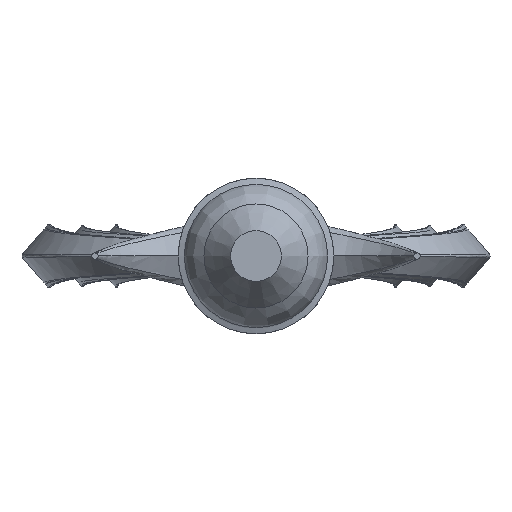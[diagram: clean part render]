
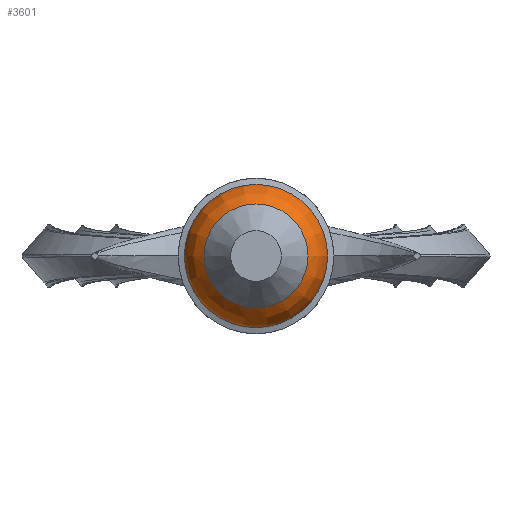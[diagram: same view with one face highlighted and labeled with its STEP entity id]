
A CAD part, front view. The second image highlights one B-rep face of the part: STEP entity #3601.
In plain terms, the highlighted face is a revolution surface.
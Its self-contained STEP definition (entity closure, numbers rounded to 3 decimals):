
#2923 = VERTEX_POINT('',#2924);
#2924 = CARTESIAN_POINT('',(23.019,-58.94,0.));
#2931 = EDGE_CURVE('',#2923,#2923,#2932,.T.);
#2932 = CIRCLE('',#2933,23.019);
#2933 = AXIS2_PLACEMENT_3D('',#2934,#2935,#2936);
#2934 = CARTESIAN_POINT('',(0.,-58.94,0.));
#2935 = DIRECTION('',(0.,-1.,0.));
#2936 = DIRECTION('',(1.,0.,0.));
#3601 = ADVANCED_FACE('',(#3602),#3622,.F.);
#3602 = FACE_BOUND('',#3603,.F.);
#3603 = EDGE_LOOP('',(#3604,#3613,#3620,#3621));
#3604 = ORIENTED_EDGE('',*,*,#3605,.T.);
#3605 = EDGE_CURVE('',#3606,#3606,#3608,.T.);
#3606 = VERTEX_POINT('',#3607);
#3607 = CARTESIAN_POINT('',(16.73,-68.709,0.));
#3608 = CIRCLE('',#3609,16.73);
#3609 = AXIS2_PLACEMENT_3D('',#3610,#3611,#3612);
#3610 = CARTESIAN_POINT('',(0.,-68.709,0.));
#3611 = DIRECTION('',(0.,-1.,0.));
#3612 = DIRECTION('',(1.,0.,0.));
#3613 = ORIENTED_EDGE('',*,*,#3614,.T.);
#3614 = EDGE_CURVE('',#3606,#2923,#3615,.T.);
#3615 = CIRCLE('',#3616,15.);
#3616 = AXIS2_PLACEMENT_3D('',#3617,#3618,#3619);
#3617 = CARTESIAN_POINT('',(8.247,-56.338,0.));
#3618 = DIRECTION('',(0.,0.,1.));
#3619 = DIRECTION('',(1.,0.,0.));
#3620 = ORIENTED_EDGE('',*,*,#2931,.F.);
#3621 = ORIENTED_EDGE('',*,*,#3614,.F.);
#3622 = SURFACE_OF_REVOLUTION('',#3623,#3628);
#3623 = CIRCLE('',#3624,15.);
#3624 = AXIS2_PLACEMENT_3D('',#3625,#3626,#3627);
#3625 = CARTESIAN_POINT('',(8.247,-56.338,0.));
#3626 = DIRECTION('',(0.,0.,1.));
#3627 = DIRECTION('',(1.,0.,0.));
#3628 = AXIS1_PLACEMENT('',#3629,#3630);
#3629 = CARTESIAN_POINT('',(0.,0.,0.));
#3630 = DIRECTION('',(-0.,-1.,-0.));
